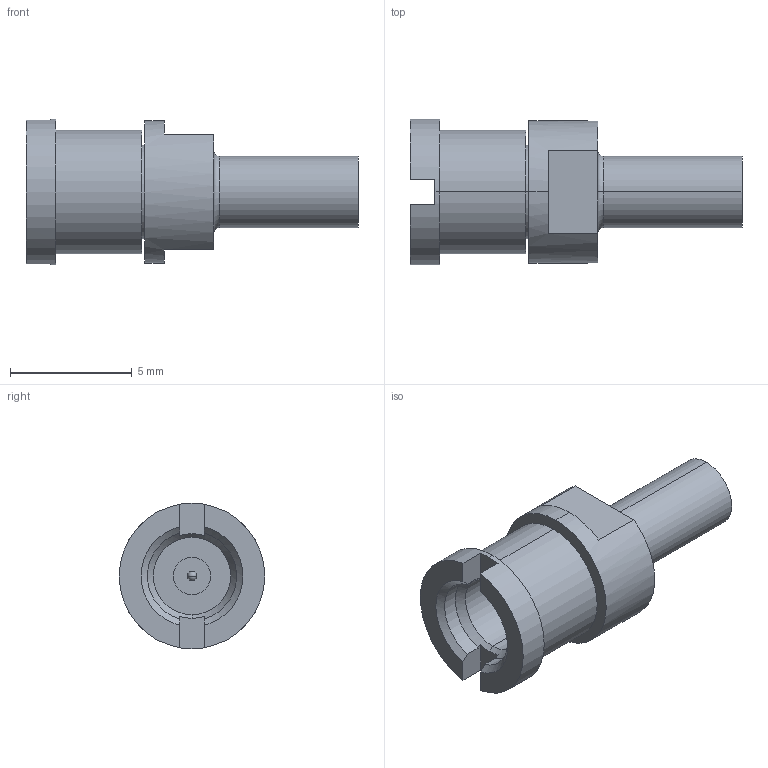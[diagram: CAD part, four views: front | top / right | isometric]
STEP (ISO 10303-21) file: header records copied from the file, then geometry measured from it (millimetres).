
FILE_DESCRIPTION (( 'STEP AP203' ), '1' );
FILE_NAME ('PE44961.step', '2018-07-17T20:32:53', ( '' ), ( '' ), 'SwSTEP 2.0', 'SolidWorks 2017', '' );
FILE_SCHEMA (( 'CONFIG_CONTROL_DESIGN' ));
Length unit declared in the file: inch
Products named in the file (1): PE44961
Bounding box: 13.62 x 5.97 x 5.97 mm (x, y, z)
Volume: 178.7 mm3; surface area: 317.9 mm2
Topology: 1 solids, 1 shells, 48 faces, 116 edges, 75 vertices
Faces by surface type: cylinder 20, plane 20, cone 4, sphere 2, torus 2
Entity records: 1503 total; most frequent: DIRECTION 266, CARTESIAN_POINT 262, ORIENTED_EDGE 228, EDGE_CURVE 114, AXIS2_PLACEMENT_3D 111, VERTEX_POINT 75, CIRCLE 62, EDGE_LOOP 55
